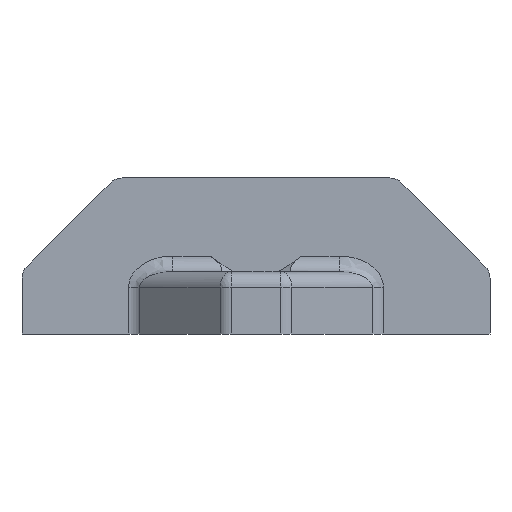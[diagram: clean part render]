
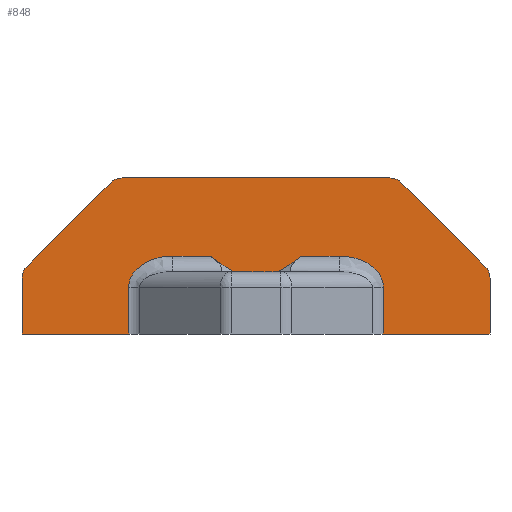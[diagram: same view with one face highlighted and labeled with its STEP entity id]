
A CAD part, front view. The second image highlights one B-rep face of the part: STEP entity #848.
In plain terms, the highlighted planar face has unit normal (0, -1, 0).
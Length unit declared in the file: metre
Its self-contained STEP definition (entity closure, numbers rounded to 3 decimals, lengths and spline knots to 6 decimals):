
#22=B_SPLINE_CURVE_WITH_KNOTS('',3,(#1374,#1375,#1376,#1377,#1378,#1379,
#1380,#1381,#1382),.UNSPECIFIED.,.F.,.F.,(4,1,1,1,1,1,4),(-0.003525,
-0.000243,0.001398,0.003038,0.004679,
0.00632,0.009602),.UNSPECIFIED.);
#30=ELLIPSE('',#922,0.005657,0.004);
#31=ELLIPSE('',#927,0.005657,0.004);
#70=CIRCLE('',#923,0.002);
#71=CIRCLE('',#924,0.002);
#72=CIRCLE('',#925,0.002);
#73=CIRCLE('',#926,0.002);
#134=ORIENTED_EDGE('',*,*,#390,.F.);
#135=ORIENTED_EDGE('',*,*,#391,.T.);
#136=ORIENTED_EDGE('',*,*,#392,.F.);
#137=ORIENTED_EDGE('',*,*,#393,.F.);
#138=ORIENTED_EDGE('',*,*,#394,.T.);
#139=ORIENTED_EDGE('',*,*,#395,.T.);
#140=ORIENTED_EDGE('',*,*,#396,.T.);
#141=ORIENTED_EDGE('',*,*,#397,.T.);
#142=ORIENTED_EDGE('',*,*,#398,.T.);
#143=ORIENTED_EDGE('',*,*,#399,.T.);
#144=ORIENTED_EDGE('',*,*,#400,.T.);
#145=ORIENTED_EDGE('',*,*,#401,.T.);
#146=ORIENTED_EDGE('',*,*,#402,.F.);
#147=ORIENTED_EDGE('',*,*,#403,.T.);
#148=ORIENTED_EDGE('',*,*,#404,.F.);
#149=ORIENTED_EDGE('',*,*,#405,.T.);
#150=ORIENTED_EDGE('',*,*,#406,.T.);
#151=ORIENTED_EDGE('',*,*,#407,.T.);
#390=EDGE_CURVE('',#518,#519,#30,.T.);
#391=EDGE_CURVE('',#518,#520,#590,.F.);
#392=EDGE_CURVE('',#521,#520,#591,.T.);
#393=EDGE_CURVE('',#522,#521,#592,.T.);
#394=EDGE_CURVE('',#522,#523,#70,.T.);
#395=EDGE_CURVE('',#523,#524,#593,.F.);
#396=EDGE_CURVE('',#524,#525,#71,.T.);
#397=EDGE_CURVE('',#525,#526,#594,.T.);
#398=EDGE_CURVE('',#526,#527,#72,.T.);
#399=EDGE_CURVE('',#527,#528,#595,.T.);
#400=EDGE_CURVE('',#528,#529,#73,.T.);
#401=EDGE_CURVE('',#529,#530,#596,.T.);
#402=EDGE_CURVE('',#531,#530,#597,.T.);
#403=EDGE_CURVE('',#531,#532,#598,.T.);
#404=EDGE_CURVE('',#533,#532,#31,.T.);
#405=EDGE_CURVE('',#533,#534,#599,.T.);
#406=EDGE_CURVE('',#534,#535,#22,.T.);
#407=EDGE_CURVE('',#535,#519,#600,.T.);
#518=VERTEX_POINT('',#1342);
#519=VERTEX_POINT('',#1343);
#520=VERTEX_POINT('',#1345);
#521=VERTEX_POINT('',#1347);
#522=VERTEX_POINT('',#1349);
#523=VERTEX_POINT('',#1351);
#524=VERTEX_POINT('',#1353);
#525=VERTEX_POINT('',#1355);
#526=VERTEX_POINT('',#1357);
#527=VERTEX_POINT('',#1359);
#528=VERTEX_POINT('',#1361);
#529=VERTEX_POINT('',#1363);
#530=VERTEX_POINT('',#1365);
#531=VERTEX_POINT('',#1367);
#532=VERTEX_POINT('',#1369);
#533=VERTEX_POINT('',#1371);
#534=VERTEX_POINT('',#1373);
#535=VERTEX_POINT('',#1383);
#590=LINE('',#1344,#658);
#591=LINE('',#1346,#659);
#592=LINE('',#1348,#660);
#593=LINE('',#1352,#661);
#594=LINE('',#1356,#662);
#595=LINE('',#1360,#663);
#596=LINE('',#1364,#664);
#597=LINE('',#1366,#665);
#598=LINE('',#1368,#666);
#599=LINE('',#1372,#667);
#600=LINE('',#1384,#668);
#658=VECTOR('',#1063,1.);
#659=VECTOR('',#1064,1.);
#660=VECTOR('',#1065,1.);
#661=VECTOR('',#1068,1.);
#662=VECTOR('',#1071,1.);
#663=VECTOR('',#1074,1.);
#664=VECTOR('',#1077,1.);
#665=VECTOR('',#1078,1.);
#666=VECTOR('',#1079,1.);
#667=VECTOR('',#1082,1.);
#668=VECTOR('',#1083,1.);
#716=EDGE_LOOP('',(#134,#135,#136,#137,#138,#139,#140,#141,#142,#143,#144,
#145,#146,#147,#148,#149,#150,#151));
#774=FACE_BOUND('',#716,.T.);
#828=PLANE('',#921);
#848=ADVANCED_FACE('',(#774),#828,.T.);
#921=AXIS2_PLACEMENT_3D('',#1340,#1059,#1060);
#922=AXIS2_PLACEMENT_3D('',#1341,#1061,#1062);
#923=AXIS2_PLACEMENT_3D('',#1350,#1066,#1067);
#924=AXIS2_PLACEMENT_3D('',#1354,#1069,#1070);
#925=AXIS2_PLACEMENT_3D('',#1358,#1072,#1073);
#926=AXIS2_PLACEMENT_3D('',#1362,#1075,#1076);
#927=AXIS2_PLACEMENT_3D('',#1370,#1080,#1081);
#1059=DIRECTION('',(0.,-1.,0.));
#1060=DIRECTION('',(1.,0.,0.));
#1061=DIRECTION('',(0.,-1.,0.));
#1062=DIRECTION('',(1.,0.,0.));
#1063=DIRECTION('',(0.,0.,1.));
#1064=DIRECTION('',(-1.,0.,0.));
#1065=DIRECTION('',(0.,0.,-1.));
#1066=DIRECTION('',(0.,-1.,0.));
#1067=DIRECTION('',(1.,0.,0.));
#1068=DIRECTION('',(0.707,0.,-0.707));
#1069=DIRECTION('',(0.,-1.,0.));
#1070=DIRECTION('',(1.,0.,0.));
#1071=DIRECTION('',(-1.,0.,0.));
#1072=DIRECTION('',(0.,-1.,0.));
#1073=DIRECTION('',(1.,0.,0.));
#1074=DIRECTION('',(-0.707,0.,-0.707));
#1075=DIRECTION('',(0.,-1.,0.));
#1076=DIRECTION('',(1.,0.,0.));
#1077=DIRECTION('',(0.,0.,-1.));
#1078=DIRECTION('',(-1.,0.,0.));
#1079=DIRECTION('',(0.,0.,1.));
#1080=DIRECTION('',(0.,-1.,0.));
#1081=DIRECTION('',(-1.,0.,0.));
#1082=DIRECTION('',(1.,0.,0.));
#1083=DIRECTION('',(1.,0.,0.));
#1340=CARTESIAN_POINT('',(-0.015516,0.020184,0.017));
#1341=CARTESIAN_POINT('',(0.011906,0.020184,0.003));
#1342=CARTESIAN_POINT('',(0.017563,0.020184,0.003));
#1343=CARTESIAN_POINT('',(0.011906,0.020184,0.007));
#1344=CARTESIAN_POINT('',(0.017563,0.020184,0.017));
#1345=CARTESIAN_POINT('',(0.017563,0.020184,-0.003));
#1346=CARTESIAN_POINT('',(-0.015516,0.020184,-0.003));
#1347=CARTESIAN_POINT('',(0.031234,0.020184,-0.003));
#1348=CARTESIAN_POINT('',(0.031234,0.020184,0.017));
#1349=CARTESIAN_POINT('',(0.031234,0.020184,0.004172));
#1350=CARTESIAN_POINT('',(0.029234,0.020184,0.004172));
#1351=CARTESIAN_POINT('',(0.030648,0.020184,0.005586));
#1352=CARTESIAN_POINT('',(0.001859,0.020184,0.034375));
#1353=CARTESIAN_POINT('',(0.01982,0.020184,0.016414));
#1354=CARTESIAN_POINT('',(0.018406,0.020184,0.015));
#1355=CARTESIAN_POINT('',(0.018406,0.020184,0.017));
#1356=CARTESIAN_POINT('',(-0.015516,0.020184,0.017));
#1357=CARTESIAN_POINT('',(-0.015937,0.020184,0.017));
#1358=CARTESIAN_POINT('',(-0.015937,0.020184,0.015));
#1359=CARTESIAN_POINT('',(-0.017352,0.020184,0.016414));
#1360=CARTESIAN_POINT('',(-0.016141,0.020184,0.017625));
#1361=CARTESIAN_POINT('',(-0.02818,0.020184,0.005586));
#1362=CARTESIAN_POINT('',(-0.026766,0.020184,0.004172));
#1363=CARTESIAN_POINT('',(-0.028766,0.020184,0.004172));
#1364=CARTESIAN_POINT('',(-0.028766,0.020184,0.017));
#1365=CARTESIAN_POINT('',(-0.028766,0.020184,-0.003));
#1366=CARTESIAN_POINT('',(-0.015516,0.020184,-0.003));
#1367=CARTESIAN_POINT('',(-0.015094,0.020184,-0.003));
#1368=CARTESIAN_POINT('',(-0.015094,0.020184,0.017));
#1369=CARTESIAN_POINT('',(-0.015094,0.020184,0.003));
#1370=CARTESIAN_POINT('',(-0.009437,0.020184,0.003));
#1371=CARTESIAN_POINT('',(-0.009437,0.020184,0.007));
#1372=CARTESIAN_POINT('',(-0.001659,0.020184,0.007));
#1373=CARTESIAN_POINT('',(-0.004577,0.020184,0.007));
#1374=CARTESIAN_POINT('',(-0.004577,0.020184,0.007));
#1375=CARTESIAN_POINT('',(-0.003714,0.020184,0.006318));
#1376=CARTESIAN_POINT('',(-0.002386,0.020184,0.005333));
#1377=CARTESIAN_POINT('',(-0.000408,0.020184,0.004363));
#1378=CARTESIAN_POINT('',(0.001238,0.020184,0.004043));
#1379=CARTESIAN_POINT('',(0.002882,0.020184,0.004366));
#1380=CARTESIAN_POINT('',(0.004856,0.020184,0.005334));
#1381=CARTESIAN_POINT('',(0.006183,0.020184,0.006318));
#1382=CARTESIAN_POINT('',(0.007046,0.020184,0.007));
#1383=CARTESIAN_POINT('',(0.007046,0.020184,0.007));
#1384=CARTESIAN_POINT('',(0.016734,0.020184,0.007));
